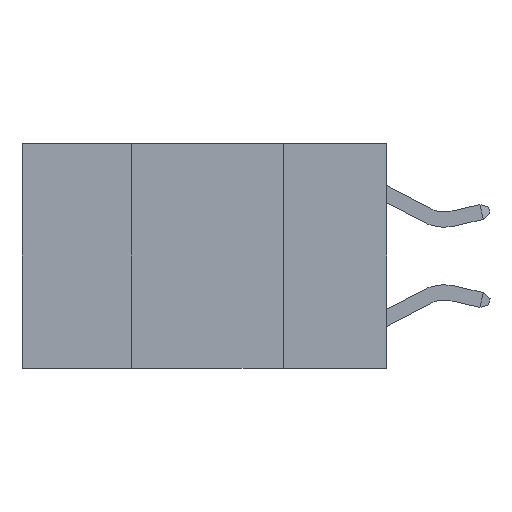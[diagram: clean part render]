
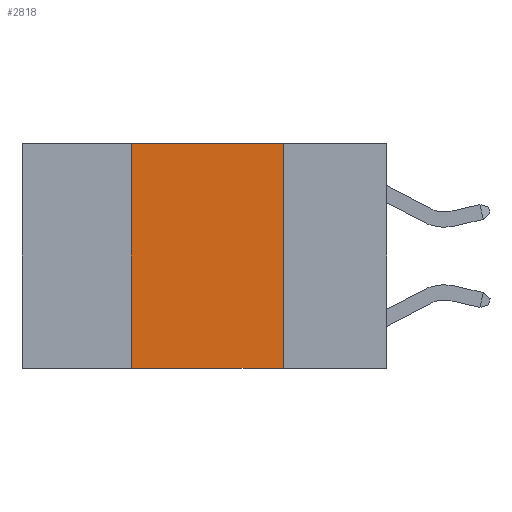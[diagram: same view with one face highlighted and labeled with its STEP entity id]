
A CAD part, left-side view. The second image highlights one B-rep face of the part: STEP entity #2818.
In plain terms, the highlighted planar face has unit normal (-1, 0, 0).
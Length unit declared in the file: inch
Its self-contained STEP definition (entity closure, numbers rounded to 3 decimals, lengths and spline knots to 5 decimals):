
#209 = DIRECTION ( 'NONE',  ( 0., 0., -1. ) ) ;
#531 = VECTOR ( 'NONE', #4967, 39.37008 ) ;
#871 = CARTESIAN_POINT ( 'NONE',  ( 0., 0.6, -0.37 ) ) ;
#890 = EDGE_CURVE ( 'NONE', #12194, #4250, #15061, .T. ) ;
#1524 = EDGE_CURVE ( 'NONE', #3822, #3110, #19440, .T. ) ;
#2230 = EDGE_LOOP ( 'NONE', ( #10592, #14254, #7096, #20212 ) ) ;
#2290 = VECTOR ( 'NONE', #209, 39.37008 ) ;
#2818 = ADVANCED_FACE ( 'NONE', ( #10027 ), #15751, .F. ) ;
#2866 = LINE ( 'NONE', #9183, #13178 ) ;
#2884 = CARTESIAN_POINT ( 'NONE',  ( 0., 0.17, 0. ) ) ;
#3027 = CARTESIAN_POINT ( 'NONE',  ( 0., 0.6, 0. ) ) ;
#3110 = VERTEX_POINT ( 'NONE', #2884 ) ;
#3310 = CARTESIAN_POINT ( 'NONE',  ( 0., 0.6, 0. ) ) ;
#3822 = VERTEX_POINT ( 'NONE', #6893 ) ;
#4250 = VERTEX_POINT ( 'NONE', #16463 ) ;
#4395 = DIRECTION ( 'NONE',  ( 0., -1., 0. ) ) ;
#4516 = EDGE_CURVE ( 'NONE', #3110, #4250, #6442, .T. ) ;
#4967 = DIRECTION ( 'NONE',  ( 0., -1., 0. ) ) ;
#5760 = AXIS2_PLACEMENT_3D ( 'NONE', #3027, #6255, #13138 ) ;
#6255 = DIRECTION ( 'NONE',  ( 1., 0., 0. ) ) ;
#6389 = DIRECTION ( 'NONE',  ( 0., 0., 1. ) ) ;
#6442 = LINE ( 'NONE', #18930, #2290 ) ;
#6893 = CARTESIAN_POINT ( 'NONE',  ( 0., 0.42, 0. ) ) ;
#7096 = ORIENTED_EDGE ( 'NONE', *, *, #18097, .F. ) ;
#9183 = CARTESIAN_POINT ( 'NONE',  ( 0., 0.42, 0. ) ) ;
#10027 = FACE_OUTER_BOUND ( 'NONE', #2230, .T. ) ;
#10592 = ORIENTED_EDGE ( 'NONE', *, *, #4516, .F. ) ;
#11670 = VECTOR ( 'NONE', #4395, 39.37008 ) ;
#12194 = VERTEX_POINT ( 'NONE', #14490 ) ;
#13138 = DIRECTION ( 'NONE',  ( 0., 0., -1. ) ) ;
#13178 = VECTOR ( 'NONE', #6389, 39.37008 ) ;
#14254 = ORIENTED_EDGE ( 'NONE', *, *, #1524, .F. ) ;
#14490 = CARTESIAN_POINT ( 'NONE',  ( 0., 0.42, -0.37 ) ) ;
#15061 = LINE ( 'NONE', #871, #11670 ) ;
#15751 = PLANE ( 'NONE',  #5760 ) ;
#16463 = CARTESIAN_POINT ( 'NONE',  ( 0., 0.17, -0.37 ) ) ;
#18097 = EDGE_CURVE ( 'NONE', #12194, #3822, #2866, .T. ) ;
#18930 = CARTESIAN_POINT ( 'NONE',  ( 0., 0.17, 0. ) ) ;
#19440 = LINE ( 'NONE', #3310, #531 ) ;
#20212 = ORIENTED_EDGE ( 'NONE', *, *, #890, .T. ) ;
